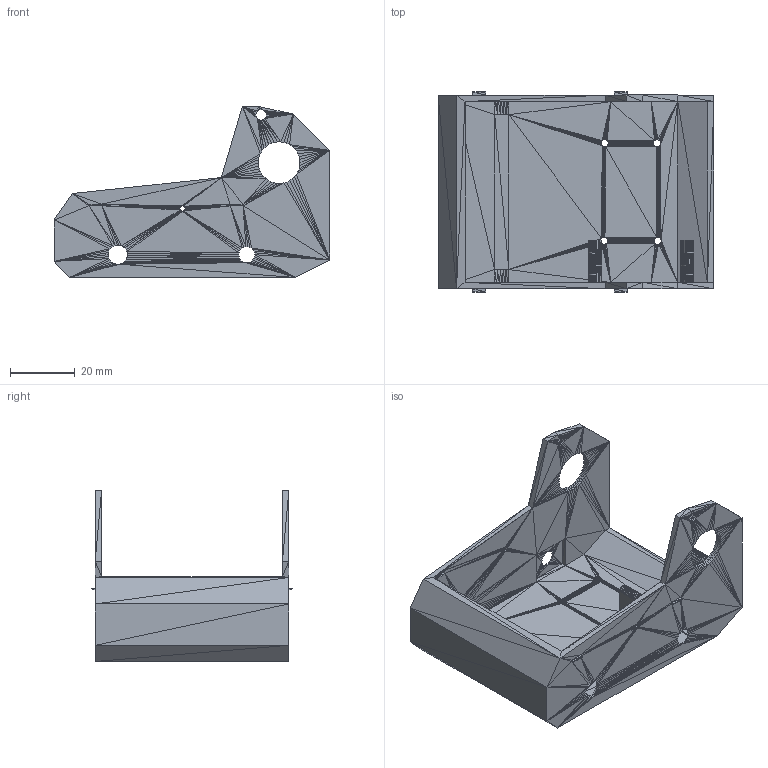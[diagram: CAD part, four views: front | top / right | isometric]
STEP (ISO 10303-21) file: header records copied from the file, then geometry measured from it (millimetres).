
FILE_DESCRIPTION((''),'2;1');
FILE_NAME('Body', '2025-08-01T02:15:53', (''), (''), 'ImageToStl.com STEP Converter','', '');
FILE_SCHEMA(('AUTOMOTIVE_DESIGN_CC2'));
Length unit declared in the file: metre
Products named in the file (1): product0
Bounding box: 85.45 x 62 x 52.95 mm (x, y, z)
Surface area: 25719 mm2 (no closed solid volume)
Topology: 0 solids, 2624 shells, 2624 faces, 7872 edges, 1286 vertices
Faces by surface type: plane 2624
Entity records: 62959 total; most frequent: DIRECTION 13122, ORIENTED_EDGE 7872, EDGE_CURVE 7872, LINE 7872, VECTOR 7872, AXIS2_PLACEMENT_3D 2625, STYLED_ITEM 2625, FACE_SURFACE 2624
